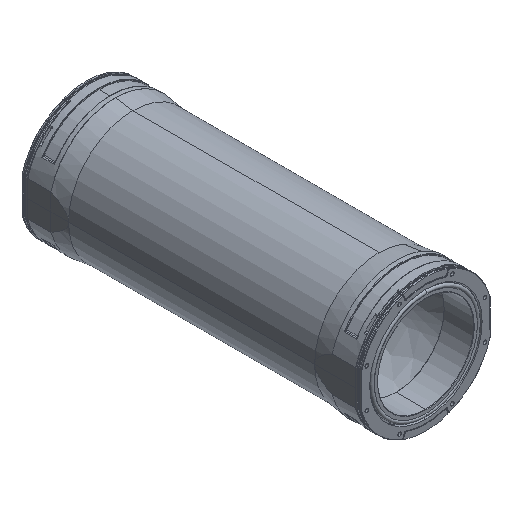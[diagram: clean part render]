
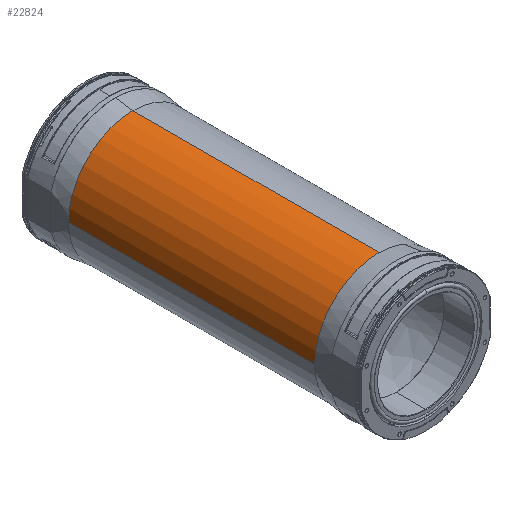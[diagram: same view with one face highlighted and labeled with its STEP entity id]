
A CAD part, isometric view. The second image highlights one B-rep face of the part: STEP entity #22824.
In plain terms, the highlighted cylindrical face has radius 55 mm (diameter 110 mm), a partial arc.
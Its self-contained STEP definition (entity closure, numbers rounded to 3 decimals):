
#864 = VERTEX_POINT ( 'NONE', #23763 ) ;
#1253 = LINE ( 'NONE', #20237, #9449 ) ;
#2429 = CARTESIAN_POINT ( 'NONE',  ( 0., -250., 0. ) ) ;
#2784 = VERTEX_POINT ( 'NONE', #15535 ) ;
#3049 = EDGE_LOOP ( 'NONE', ( #10797, #16870, #14671, #17030 ) ) ;
#3699 = DIRECTION ( 'NONE',  ( 0., 1., 0. ) ) ;
#4119 = EDGE_CURVE ( 'NONE', #5851, #14893, #17478, .T. ) ;
#4506 = AXIS2_PLACEMENT_3D ( 'NONE', #13637, #15222, #22684 ) ;
#4935 = CARTESIAN_POINT ( 'NONE',  ( -55., -40., 0. ) ) ;
#5047 = DIRECTION ( 'NONE',  ( 0., -1., 0. ) ) ;
#5851 = VERTEX_POINT ( 'NONE', #15717 ) ;
#6104 = DIRECTION ( 'NONE',  ( 0., -1., 0. ) ) ;
#6532 = AXIS2_PLACEMENT_3D ( 'NONE', #7815, #6104, #13459 ) ;
#7815 = CARTESIAN_POINT ( 'NONE',  ( 0., -40., 0. ) ) ;
#8048 = DIRECTION ( 'NONE',  ( 0., 0., 1. ) ) ;
#8762 = EDGE_CURVE ( 'NONE', #14893, #864, #1253, .T. ) ;
#9449 = VECTOR ( 'NONE', #5047, 1000. ) ;
#9884 = DIRECTION ( 'NONE',  ( 0., 1., 0. ) ) ;
#10350 = EDGE_CURVE ( 'NONE', #864, #2784, #17467, .T. ) ;
#10797 = ORIENTED_EDGE ( 'NONE', *, *, #4119, .T. ) ;
#13004 = LINE ( 'NONE', #20478, #14663 ) ;
#13172 = AXIS2_PLACEMENT_3D ( 'NONE', #2429, #9884, #8048 ) ;
#13459 = DIRECTION ( 'NONE',  ( 0., 0., 1. ) ) ;
#13512 = FACE_OUTER_BOUND ( 'NONE', #3049, .T. ) ;
#13637 = CARTESIAN_POINT ( 'NONE',  ( 0., -477.904, 0. ) ) ;
#13911 = EDGE_CURVE ( 'NONE', #2784, #5851, #13004, .T. ) ;
#14663 = VECTOR ( 'NONE', #3699, 1000. ) ;
#14671 = ORIENTED_EDGE ( 'NONE', *, *, #10350, .T. ) ;
#14893 = VERTEX_POINT ( 'NONE', #4935 ) ;
#15222 = DIRECTION ( 'NONE',  ( 0., 1., 0. ) ) ;
#15535 = CARTESIAN_POINT ( 'NONE',  ( 0., -250., 55. ) ) ;
#15588 = CYLINDRICAL_SURFACE ( 'NONE', #4506, 55. ) ;
#15717 = CARTESIAN_POINT ( 'NONE',  ( 0., -40., 55. ) ) ;
#16870 = ORIENTED_EDGE ( 'NONE', *, *, #8762, .T. ) ;
#17030 = ORIENTED_EDGE ( 'NONE', *, *, #13911, .T. ) ;
#17467 = CIRCLE ( 'NONE', #13172, 55. ) ;
#17478 = CIRCLE ( 'NONE', #6532, 55. ) ;
#20237 = CARTESIAN_POINT ( 'NONE',  ( -55., -477.904, 0. ) ) ;
#20478 = CARTESIAN_POINT ( 'NONE',  ( 0., -477.904, 55. ) ) ;
#22684 = DIRECTION ( 'NONE',  ( 0., 0., 1. ) ) ;
#22824 = ADVANCED_FACE ( 'NONE', ( #13512 ), #15588, .T. ) ;
#23763 = CARTESIAN_POINT ( 'NONE',  ( -55., -250., 0. ) ) ;
